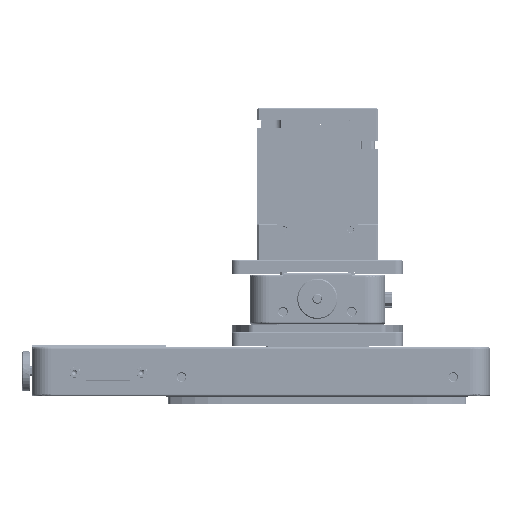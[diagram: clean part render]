
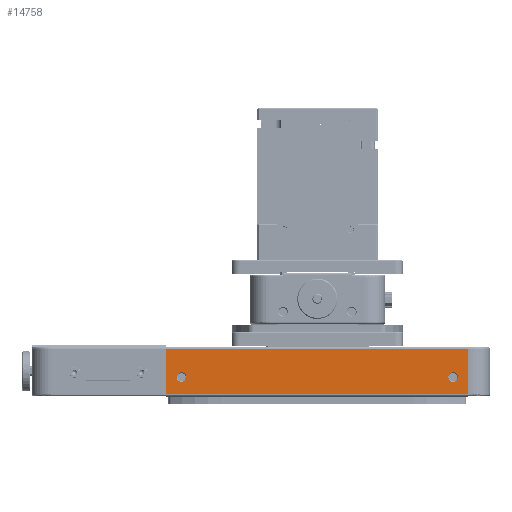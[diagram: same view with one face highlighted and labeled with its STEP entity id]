
A CAD part, top view. The second image highlights one B-rep face of the part: STEP entity #14758.
In plain terms, the highlighted face is planar.
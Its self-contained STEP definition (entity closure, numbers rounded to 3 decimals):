
#1663 = FACE_BOUND ( 'NONE', #128441, .T. ) ;
#5982 = EDGE_CURVE ( 'NONE', #101136, #32818, #106607, .T. ) ;
#9472 = AXIS2_PLACEMENT_3D ( 'NONE', #118682, #161916, #162940 ) ;
#10879 = AXIS2_PLACEMENT_3D ( 'NONE', #69092, #133332, #85957 ) ;
#12690 = VERTEX_POINT ( 'NONE', #71675 ) ;
#12875 = EDGE_CURVE ( 'NONE', #66757, #101136, #193701, .T. ) ;
#14758 = ADVANCED_FACE ( 'NONE', ( #98690, #81818, #1663 ), #181773, .T. ) ;
#18431 = CARTESIAN_POINT ( 'NONE',  ( -75., -33.6, 24. ) ) ;
#23328 = DIRECTION ( 'NONE',  ( 1., 0., 0. ) ) ;
#24480 = ORIENTED_EDGE ( 'NONE', *, *, #12875, .F. ) ;
#26019 = ORIENTED_EDGE ( 'NONE', *, *, #137807, .T. ) ;
#32185 = ORIENTED_EDGE ( 'NONE', *, *, #64906, .T. ) ;
#32818 = VERTEX_POINT ( 'NONE', #132218 ) ;
#33326 = VERTEX_POINT ( 'NONE', #62080 ) ;
#38779 = DIRECTION ( 'NONE',  ( 0., 0., 1. ) ) ;
#39823 = LINE ( 'NONE', #42947, #88906 ) ;
#40024 = LINE ( 'NONE', #168500, #203042 ) ;
#42947 = CARTESIAN_POINT ( 'NONE',  ( 75., -33.6, 1.5 ) ) ;
#43089 = EDGE_CURVE ( 'NONE', #93416, #33326, #151956, .T. ) ;
#43952 = ORIENTED_EDGE ( 'NONE', *, *, #99258, .T. ) ;
#49416 = CIRCLE ( 'NONE', #83006, 2.4 ) ;
#61345 = DIRECTION ( 'NONE',  ( 0., 1., 0. ) ) ;
#62080 = CARTESIAN_POINT ( 'NONE',  ( -65.1, -33.6, 10. ) ) ;
#64906 = EDGE_CURVE ( 'NONE', #123447, #12690, #70864, .T. ) ;
#66757 = VERTEX_POINT ( 'NONE', #177365 ) ;
#68123 = CARTESIAN_POINT ( 'NONE',  ( 75., -33.6, 1.5 ) ) ;
#69092 = CARTESIAN_POINT ( 'NONE',  ( 0., -33.6, 0.5 ) ) ;
#70864 = CIRCLE ( 'NONE', #198652, 2.4 ) ;
#71675 = CARTESIAN_POINT ( 'NONE',  ( 65.1, -33.6, 10. ) ) ;
#76109 = EDGE_LOOP ( 'NONE', ( #109224, #32185 ) ) ;
#76936 = CIRCLE ( 'NONE', #9472, 2.4 ) ;
#81818 = FACE_BOUND ( 'NONE', #76109, .T. ) ;
#83006 = AXIS2_PLACEMENT_3D ( 'NONE', #157197, #61345, #125599 ) ;
#84968 = CARTESIAN_POINT ( 'NONE',  ( 69.9, -33.6, 10. ) ) ;
#85957 = DIRECTION ( 'NONE',  ( 0., 0., -1. ) ) ;
#87394 = CARTESIAN_POINT ( 'NONE',  ( -69.9, -33.6, 10. ) ) ;
#87651 = VECTOR ( 'NONE', #23328, 1000. ) ;
#88906 = VECTOR ( 'NONE', #38779, 1000. ) ;
#93416 = VERTEX_POINT ( 'NONE', #87394 ) ;
#94265 = CARTESIAN_POINT ( 'NONE',  ( -67.5, -33.6, 10. ) ) ;
#98690 = FACE_OUTER_BOUND ( 'NONE', #135587, .T. ) ;
#99258 = EDGE_CURVE ( 'NONE', #142790, #32818, #39823, .T. ) ;
#101136 = VERTEX_POINT ( 'NONE', #18431 ) ;
#102824 = ORIENTED_EDGE ( 'NONE', *, *, #43089, .T. ) ;
#105631 = CARTESIAN_POINT ( 'NONE',  ( 67.5, -33.6, 10. ) ) ;
#106607 = LINE ( 'NONE', #169690, #87651 ) ;
#109224 = ORIENTED_EDGE ( 'NONE', *, *, #186903, .T. ) ;
#116851 = ORIENTED_EDGE ( 'NONE', *, *, #5982, .F. ) ;
#118682 = CARTESIAN_POINT ( 'NONE',  ( 67.5, -33.6, 10. ) ) ;
#123447 = VERTEX_POINT ( 'NONE', #84968 ) ;
#124788 = DIRECTION ( 'NONE',  ( 0., 1., 0. ) ) ;
#125599 = DIRECTION ( 'NONE',  ( 1., 0., 0. ) ) ;
#128441 = EDGE_LOOP ( 'NONE', ( #102824, #26019 ) ) ;
#132218 = CARTESIAN_POINT ( 'NONE',  ( 75., -33.6, 24. ) ) ;
#133332 = DIRECTION ( 'NONE',  ( 0., -1., 0. ) ) ;
#135587 = EDGE_LOOP ( 'NONE', ( #140668, #43952, #116851, #24480 ) ) ;
#137807 = EDGE_CURVE ( 'NONE', #33326, #93416, #49416, .T. ) ;
#140668 = ORIENTED_EDGE ( 'NONE', *, *, #163704, .F. ) ;
#141931 = AXIS2_PLACEMENT_3D ( 'NONE', #94265, #124788, #203739 ) ;
#142790 = VERTEX_POINT ( 'NONE', #68123 ) ;
#151956 = CIRCLE ( 'NONE', #141931, 2.4 ) ;
#152733 = DIRECTION ( 'NONE',  ( -1., 0., 0. ) ) ;
#157197 = CARTESIAN_POINT ( 'NONE',  ( -67.5, -33.6, 10. ) ) ;
#161916 = DIRECTION ( 'NONE',  ( 0., 1., 0. ) ) ;
#162085 = CARTESIAN_POINT ( 'NONE',  ( -75., -33.6, 1.5 ) ) ;
#162940 = DIRECTION ( 'NONE',  ( 1., 0., 0. ) ) ;
#163704 = EDGE_CURVE ( 'NONE', #142790, #66757, #40024, .T. ) ;
#168500 = CARTESIAN_POINT ( 'NONE',  ( 75., -33.6, 1.5 ) ) ;
#169690 = CARTESIAN_POINT ( 'NONE',  ( -75., -33.6, 24. ) ) ;
#177365 = CARTESIAN_POINT ( 'NONE',  ( -75., -33.6, 1.5 ) ) ;
#181773 = PLANE ( 'NONE',  #10879 ) ;
#186620 = DIRECTION ( 'NONE',  ( 1., 0., 0. ) ) ;
#186903 = EDGE_CURVE ( 'NONE', #12690, #123447, #76936, .T. ) ;
#193701 = LINE ( 'NONE', #162085, #202866 ) ;
#198652 = AXIS2_PLACEMENT_3D ( 'NONE', #105631, #204467, #186620 ) ;
#202866 = VECTOR ( 'NONE', #207400, 1000. ) ;
#203042 = VECTOR ( 'NONE', #152733, 1000. ) ;
#203739 = DIRECTION ( 'NONE',  ( 1., 0., 0. ) ) ;
#204467 = DIRECTION ( 'NONE',  ( 0., 1., 0. ) ) ;
#207400 = DIRECTION ( 'NONE',  ( 0., 0., 1. ) ) ;
